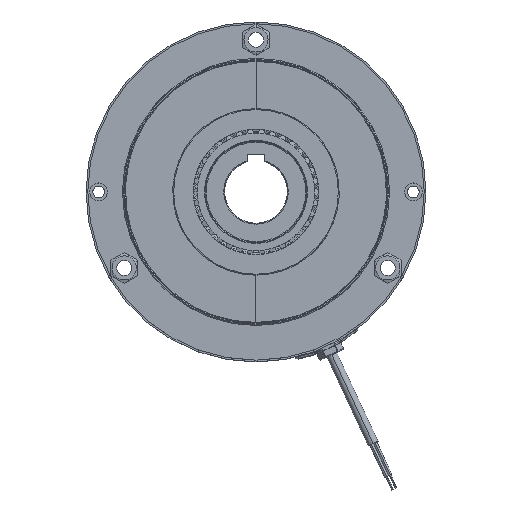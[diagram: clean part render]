
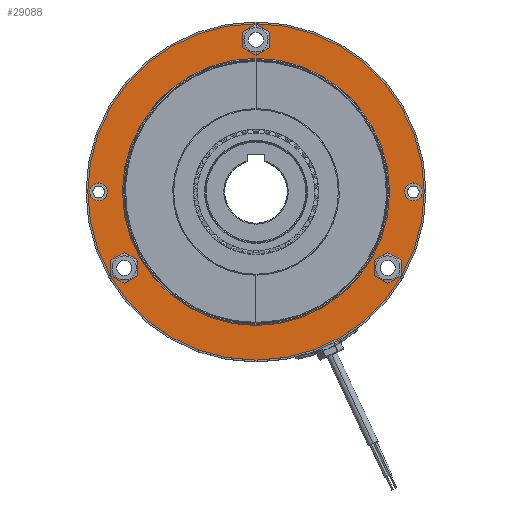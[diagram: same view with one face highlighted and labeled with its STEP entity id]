
A CAD part, top view. The second image highlights one B-rep face of the part: STEP entity #29088.
In plain terms, the highlighted planar face has unit normal (0, 0, 1).
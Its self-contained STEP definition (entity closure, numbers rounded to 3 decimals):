
#220 = CARTESIAN_POINT ( 'NONE',  ( 0., 94., 12.5 ) ) ;
#493 = VERTEX_POINT ( 'NONE', #5387 ) ;
#598 = VERTEX_POINT ( 'NONE', #33366 ) ;
#1259 = ORIENTED_EDGE ( 'NONE', *, *, #11022, .F. ) ;
#2282 = CIRCLE ( 'NONE', #36200, 5. ) ;
#2427 = DIRECTION ( 'NONE',  ( 0., 0., 1. ) ) ;
#2692 = CARTESIAN_POINT ( 'NONE',  ( -73.612, -42.5, 12.5 ) ) ;
#2747 = ORIENTED_EDGE ( 'NONE', *, *, #7521, .T. ) ;
#2838 = AXIS2_PLACEMENT_3D ( 'NONE', #35379, #2427, #42109 ) ;
#2887 = EDGE_CURVE ( 'NONE', #28106, #39224, #26486, .T. ) ;
#3103 = CARTESIAN_POINT ( 'NONE',  ( -93., 0., 12.5 ) ) ;
#3276 = AXIS2_PLACEMENT_3D ( 'NONE', #39410, #9728, #9513 ) ;
#3478 = PLANE ( 'NONE',  #33677 ) ;
#3528 = ORIENTED_EDGE ( 'NONE', *, *, #30202, .F. ) ;
#4044 = DIRECTION ( 'NONE',  ( 1., 0., 0. ) ) ;
#4608 = VERTEX_POINT ( 'NONE', #36035 ) ;
#5226 = CIRCLE ( 'NONE', #29513, 7.25 ) ;
#5387 = CARTESIAN_POINT ( 'NONE',  ( 7.25, 85., 12.5 ) ) ;
#5580 = ORIENTED_EDGE ( 'NONE', *, *, #7509, .F. ) ;
#6425 = CARTESIAN_POINT ( 'NONE',  ( 0., 0., 12.5 ) ) ;
#6855 = CARTESIAN_POINT ( 'NONE',  ( 0., 85., 12.5 ) ) ;
#7366 = ORIENTED_EDGE ( 'NONE', *, *, #2887, .F. ) ;
#7509 = EDGE_CURVE ( 'NONE', #16829, #33237, #40056, .T. ) ;
#7521 = EDGE_CURVE ( 'NONE', #598, #26080, #13051, .T. ) ;
#7688 = CARTESIAN_POINT ( 'NONE',  ( 73.612, -42.5, 12.5 ) ) ;
#7769 = AXIS2_PLACEMENT_3D ( 'NONE', #6425, #29684, #26846 ) ;
#8860 = EDGE_LOOP ( 'NONE', ( #7366, #22036 ) ) ;
#9513 = DIRECTION ( 'NONE',  ( 1., 0., 0. ) ) ;
#9524 = EDGE_LOOP ( 'NONE', ( #2747, #19449 ) ) ;
#9728 = DIRECTION ( 'NONE',  ( 0., 0., 1. ) ) ;
#10033 = AXIS2_PLACEMENT_3D ( 'NONE', #17793, #27569, #14744 ) ;
#11022 = EDGE_CURVE ( 'NONE', #16272, #34110, #12162, .T. ) ;
#11039 = EDGE_LOOP ( 'NONE', ( #21338, #25674 ) ) ;
#11099 = EDGE_CURVE ( 'NONE', #33237, #16829, #5226, .T. ) ;
#11172 = CARTESIAN_POINT ( 'NONE',  ( -88., 0., 12.5 ) ) ;
#11173 = EDGE_LOOP ( 'NONE', ( #1259, #3528 ) ) ;
#11307 = VERTEX_POINT ( 'NONE', #31518 ) ;
#11723 = CIRCLE ( 'NONE', #42924, 7.25 ) ;
#11915 = CARTESIAN_POINT ( 'NONE',  ( -74., 0., 12.5 ) ) ;
#11955 = ORIENTED_EDGE ( 'NONE', *, *, #13749, .F. ) ;
#12162 = CIRCLE ( 'NONE', #24655, 5. ) ;
#12252 = CARTESIAN_POINT ( 'NONE',  ( 73.612, -42.5, 12.5 ) ) ;
#12294 = VERTEX_POINT ( 'NONE', #21975 ) ;
#13033 = FACE_BOUND ( 'NONE', #38967, .T. ) ;
#13051 = CIRCLE ( 'NONE', #42138, 94. ) ;
#13749 = EDGE_CURVE ( 'NONE', #493, #19177, #41609, .T. ) ;
#13832 = DIRECTION ( 'NONE',  ( 1., 0., 0. ) ) ;
#13974 = DIRECTION ( 'NONE',  ( 0., 0., 1. ) ) ;
#14744 = DIRECTION ( 'NONE',  ( 1., 0., 0. ) ) ;
#14980 = EDGE_CURVE ( 'NONE', #12294, #26827, #11723, .T. ) ;
#15101 = DIRECTION ( 'NONE',  ( 0., 0., 1. ) ) ;
#15356 = EDGE_CURVE ( 'NONE', #39224, #28106, #29721, .T. ) ;
#15571 = ORIENTED_EDGE ( 'NONE', *, *, #11099, .F. ) ;
#15812 = DIRECTION ( 'NONE',  ( 1., 0., 0. ) ) ;
#15915 = DIRECTION ( 'NONE',  ( 0., 0., 1. ) ) ;
#16272 = VERTEX_POINT ( 'NONE', #36657 ) ;
#16351 = CARTESIAN_POINT ( 'NONE',  ( 80.862, -42.5, 12.5 ) ) ;
#16633 = DIRECTION ( 'NONE',  ( 0., 0., 1. ) ) ;
#16735 = FACE_OUTER_BOUND ( 'NONE', #9524, .T. ) ;
#16829 = VERTEX_POINT ( 'NONE', #25267 ) ;
#16948 = FACE_BOUND ( 'NONE', #11173, .T. ) ;
#17793 = CARTESIAN_POINT ( 'NONE',  ( 0., 0., 12.5 ) ) ;
#18294 = AXIS2_PLACEMENT_3D ( 'NONE', #42351, #15915, #25229 ) ;
#18457 = EDGE_CURVE ( 'NONE', #26080, #598, #27401, .T. ) ;
#18661 = CIRCLE ( 'NONE', #24917, 7.25 ) ;
#18950 = DIRECTION ( 'NONE',  ( 1., 0., 0. ) ) ;
#19048 = CARTESIAN_POINT ( 'NONE',  ( 88., 0., 12.5 ) ) ;
#19168 = DIRECTION ( 'NONE',  ( 0., 0., 1. ) ) ;
#19177 = VERTEX_POINT ( 'NONE', #21474 ) ;
#19205 = CARTESIAN_POINT ( 'NONE',  ( 74., 0., 12.5 ) ) ;
#19274 = EDGE_CURVE ( 'NONE', #11307, #4608, #2282, .T. ) ;
#19449 = ORIENTED_EDGE ( 'NONE', *, *, #18457, .T. ) ;
#19916 = CIRCLE ( 'NONE', #25437, 5. ) ;
#19966 = EDGE_CURVE ( 'NONE', #26827, #12294, #33530, .T. ) ;
#20953 = DIRECTION ( 'NONE',  ( 0., 0., 1. ) ) ;
#21338 = ORIENTED_EDGE ( 'NONE', *, *, #41985, .F. ) ;
#21474 = CARTESIAN_POINT ( 'NONE',  ( -7.25, 85., 12.5 ) ) ;
#21593 = CARTESIAN_POINT ( 'NONE',  ( 0., 0., 12.5 ) ) ;
#21975 = CARTESIAN_POINT ( 'NONE',  ( -80.862, -42.5, 12.5 ) ) ;
#22036 = ORIENTED_EDGE ( 'NONE', *, *, #15356, .F. ) ;
#22927 = AXIS2_PLACEMENT_3D ( 'NONE', #36758, #16633, #33309 ) ;
#23338 = EDGE_LOOP ( 'NONE', ( #11955, #40272 ) ) ;
#23501 = DIRECTION ( 'NONE',  ( 1., 0., 0. ) ) ;
#24655 = AXIS2_PLACEMENT_3D ( 'NONE', #11172, #27916, #13832 ) ;
#24917 = AXIS2_PLACEMENT_3D ( 'NONE', #6855, #39582, #4044 ) ;
#25229 = DIRECTION ( 'NONE',  ( 1., 0., 0. ) ) ;
#25267 = CARTESIAN_POINT ( 'NONE',  ( 66.362, -42.5, 12.5 ) ) ;
#25437 = AXIS2_PLACEMENT_3D ( 'NONE', #40383, #13974, #23501 ) ;
#25674 = ORIENTED_EDGE ( 'NONE', *, *, #19274, .F. ) ;
#26080 = VERTEX_POINT ( 'NONE', #26428 ) ;
#26428 = CARTESIAN_POINT ( 'NONE',  ( -94., 0., 12.5 ) ) ;
#26486 = CIRCLE ( 'NONE', #7769, 74. ) ;
#26827 = VERTEX_POINT ( 'NONE', #41866 ) ;
#26846 = DIRECTION ( 'NONE',  ( 1., 0., 0. ) ) ;
#27401 = CIRCLE ( 'NONE', #10033, 94. ) ;
#27569 = DIRECTION ( 'NONE',  ( 0., 0., 1. ) ) ;
#27916 = DIRECTION ( 'NONE',  ( 0., 0., 1. ) ) ;
#28106 = VERTEX_POINT ( 'NONE', #19205 ) ;
#28323 = DIRECTION ( 'NONE',  ( 0., 0., 1. ) ) ;
#28782 = DIRECTION ( 'NONE',  ( 1., 0., 0. ) ) ;
#29088 = ADVANCED_FACE ( 'NONE', ( #39451, #16948, #32977, #33619, #40108, #16735, #13033 ), #3478, .F. ) ;
#29513 = AXIS2_PLACEMENT_3D ( 'NONE', #12252, #15101, #28782 ) ;
#29684 = DIRECTION ( 'NONE',  ( 0., 0., 1. ) ) ;
#29694 = DIRECTION ( 'NONE',  ( 0., 0., 1. ) ) ;
#29721 = CIRCLE ( 'NONE', #3276, 74. ) ;
#29967 = DIRECTION ( 'NONE',  ( 0., 0., -1. ) ) ;
#30202 = EDGE_CURVE ( 'NONE', #34110, #16272, #19916, .T. ) ;
#30671 = ORIENTED_EDGE ( 'NONE', *, *, #19966, .F. ) ;
#31518 = CARTESIAN_POINT ( 'NONE',  ( 83., 0., 12.5 ) ) ;
#32450 = AXIS2_PLACEMENT_3D ( 'NONE', #7688, #20953, #37583 ) ;
#32977 = FACE_BOUND ( 'NONE', #38530, .T. ) ;
#33237 = VERTEX_POINT ( 'NONE', #16351 ) ;
#33309 = DIRECTION ( 'NONE',  ( 1., 0., 0. ) ) ;
#33366 = CARTESIAN_POINT ( 'NONE',  ( 94., 0., 12.5 ) ) ;
#33407 = DIRECTION ( 'NONE',  ( -1., 0., 0. ) ) ;
#33530 = CIRCLE ( 'NONE', #18294, 7.25 ) ;
#33619 = FACE_BOUND ( 'NONE', #23338, .T. ) ;
#33677 = AXIS2_PLACEMENT_3D ( 'NONE', #220, #29967, #33407 ) ;
#34110 = VERTEX_POINT ( 'NONE', #3103 ) ;
#35379 = CARTESIAN_POINT ( 'NONE',  ( 88., 0., 12.5 ) ) ;
#36001 = ORIENTED_EDGE ( 'NONE', *, *, #14980, .F. ) ;
#36035 = CARTESIAN_POINT ( 'NONE',  ( 93., 0., 12.5 ) ) ;
#36200 = AXIS2_PLACEMENT_3D ( 'NONE', #19048, #29694, #15812 ) ;
#36657 = CARTESIAN_POINT ( 'NONE',  ( -83., 0., 12.5 ) ) ;
#36758 = CARTESIAN_POINT ( 'NONE',  ( 0., 85., 12.5 ) ) ;
#37583 = DIRECTION ( 'NONE',  ( 1., 0., 0. ) ) ;
#38530 = EDGE_LOOP ( 'NONE', ( #30671, #36001 ) ) ;
#38967 = EDGE_LOOP ( 'NONE', ( #15571, #5580 ) ) ;
#39224 = VERTEX_POINT ( 'NONE', #11915 ) ;
#39410 = CARTESIAN_POINT ( 'NONE',  ( 0., 0., 12.5 ) ) ;
#39451 = FACE_BOUND ( 'NONE', #11039, .T. ) ;
#39498 = CIRCLE ( 'NONE', #2838, 5. ) ;
#39582 = DIRECTION ( 'NONE',  ( 0., 0., 1. ) ) ;
#40056 = CIRCLE ( 'NONE', #32450, 7.25 ) ;
#40108 = FACE_BOUND ( 'NONE', #8860, .T. ) ;
#40272 = ORIENTED_EDGE ( 'NONE', *, *, #42275, .F. ) ;
#40383 = CARTESIAN_POINT ( 'NONE',  ( -88., 0., 12.5 ) ) ;
#41609 = CIRCLE ( 'NONE', #22927, 7.25 ) ;
#41714 = DIRECTION ( 'NONE',  ( 1., 0., 0. ) ) ;
#41866 = CARTESIAN_POINT ( 'NONE',  ( -66.362, -42.5, 12.5 ) ) ;
#41985 = EDGE_CURVE ( 'NONE', #4608, #11307, #39498, .T. ) ;
#42109 = DIRECTION ( 'NONE',  ( 1., 0., 0. ) ) ;
#42138 = AXIS2_PLACEMENT_3D ( 'NONE', #21593, #19168, #41714 ) ;
#42275 = EDGE_CURVE ( 'NONE', #19177, #493, #18661, .T. ) ;
#42351 = CARTESIAN_POINT ( 'NONE',  ( -73.612, -42.5, 12.5 ) ) ;
#42924 = AXIS2_PLACEMENT_3D ( 'NONE', #2692, #28323, #18950 ) ;
